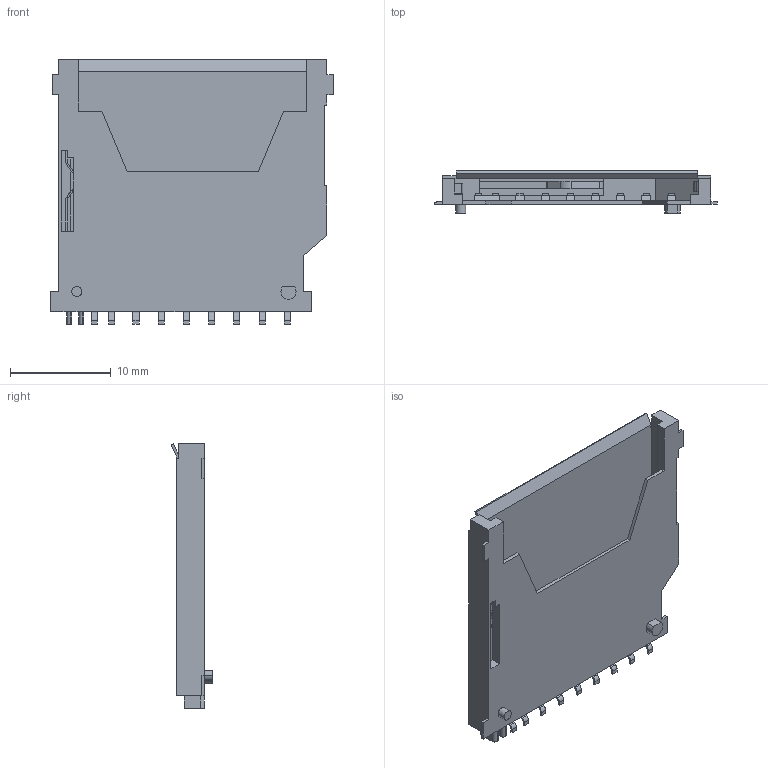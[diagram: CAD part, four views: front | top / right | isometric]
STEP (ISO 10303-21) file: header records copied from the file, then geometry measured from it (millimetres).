
FILE_DESCRIPTION(('STEP AP203'),'1');
FILE_NAME('2041021-4.stp','2023-01-07T21:16:18',('TraceParts'),('TraceParts S.A.'),'Spatial InterOp 3D',' ',' ');
FILE_SCHEMA(('CONFIG_CONTROL_DESIGN'));
Length unit declared in the file: millimetre
Products named in the file (1): 1
Bounding box: 28.05 x 4.15 x 26.25 mm (x, y, z)
Volume: 576.4 mm3; surface area: 2484.3 mm2
Topology: 1 solids, 1 shells, 387 faces, 1085 edges, 713 vertices
Faces by surface type: plane 313, cylinder 74
Entity records: 12363 total; most frequent: CARTESIAN_POINT 2186, ORIENTED_EDGE 2170, DIRECTION 2009, EDGE_CURVE 1085, LINE 937, VECTOR 937, VERTEX_POINT 713, AXIS2_PLACEMENT_3D 536
